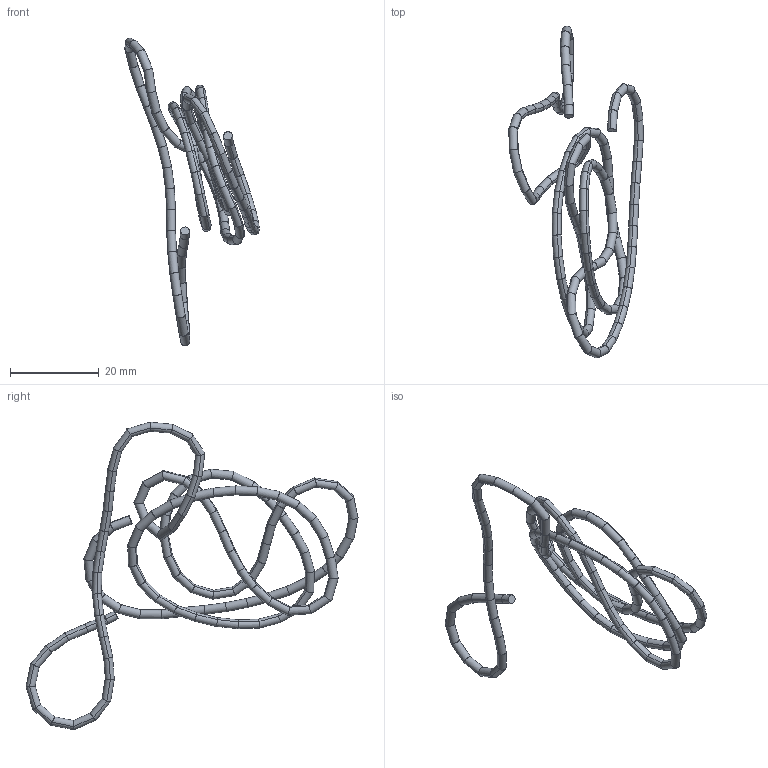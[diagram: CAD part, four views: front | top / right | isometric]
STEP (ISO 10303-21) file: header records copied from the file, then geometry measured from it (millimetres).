
FILE_DESCRIPTION(('STEP AP214'),'1');
FILE_NAME('Endocardial_04_Insulation.step','2024-02-05T21:25:52',(' '),('ANSOFT Corporation'),'Spatial InterOp 3D',' ',' ');
FILE_SCHEMA(('AUTOMOTIVE_DESIGN { 1 0 10303 214 1 1 1 1 }'));
Length unit declared in the file: millimetre
Products named in the file (1): Insulation1
Bounding box: 30.28 x 74.86 x 69.37 mm (x, y, z)
Volume: 1806.3 mm3; surface area: 3618.9 mm2
Topology: 1 solids, 1 shells, 240 faces, 714 edges, 476 vertices
Faces by surface type: cylinder 238, plane 2
Entity records: 8378 total; most frequent: DIRECTION 1672, CARTESIAN_POINT 1431, ORIENTED_EDGE 1428, AXIS2_PLACEMENT_3D 717, EDGE_CURVE 714, VERTEX_POINT 476, ELLIPSE 472, ADVANCED_FACE 240
